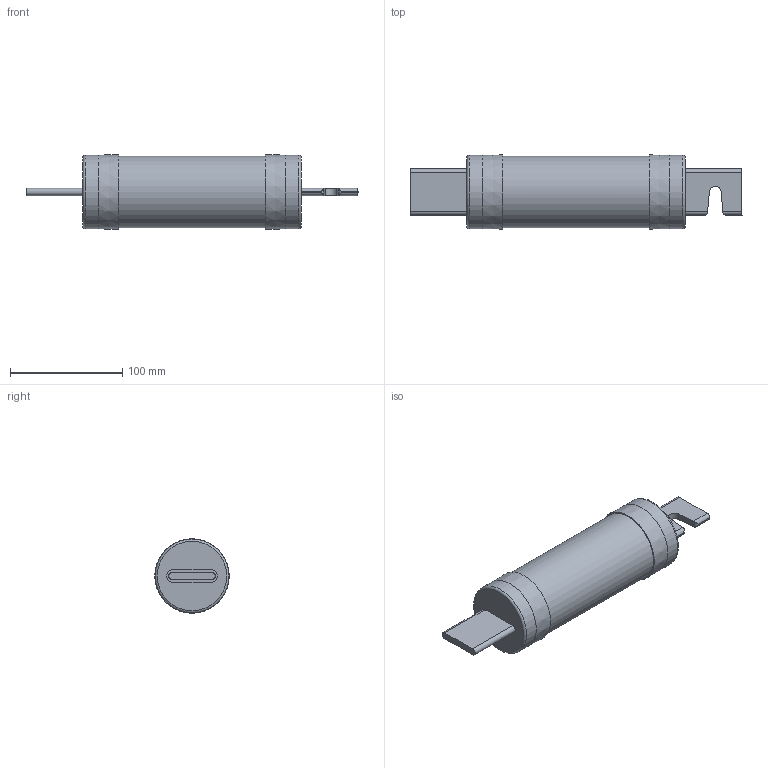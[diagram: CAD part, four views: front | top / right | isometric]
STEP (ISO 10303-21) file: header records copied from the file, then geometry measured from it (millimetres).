
FILE_DESCRIPTION (( 'STEP AP214' ), '1' );
FILE_NAME ('701295revA.STEP', '2013-11-20T14:41:22', ( '' ), ( '' ), 'SwSTEP 2.0', 'SolidWorks 2013', '' );
FILE_SCHEMA (( 'AUTOMOTIVE_DESIGN' ));
Length unit declared in the file: inch
Products named in the file (1): 701295revA
Bounding box: 295.26 x 66.29 x 66.29 mm (x, y, z)
Volume: 191274.6 mm3; surface area: 139863.1 mm2
Topology: 7 solids, 7 shells, 86 faces, 202 edges, 128 vertices
Faces by surface type: cylinder 36, plane 36, torus 8, cone 6
Full cylindrical faces by diameter (mm): 6.35 x4, 6.477 x2, 57.15 x1, 61.595 x2, 63.5 x1, 63.627 x2, 65.659 x2
Entity records: 4086 total; most frequent: CARTESIAN_POINT 973, DIRECTION 392, ORIENTED_EDGE 332, EDGE_CURVE 166, AXIS2_PLACEMENT_3D 155, EDGE_LOOP 138, VERTEX_POINT 124, FACE_OUTER_BOUND 108
